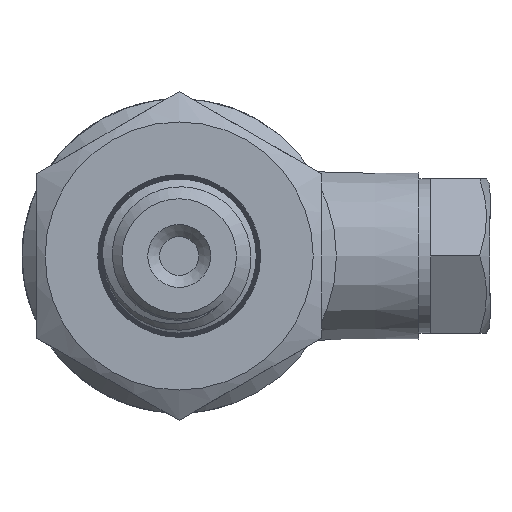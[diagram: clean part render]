
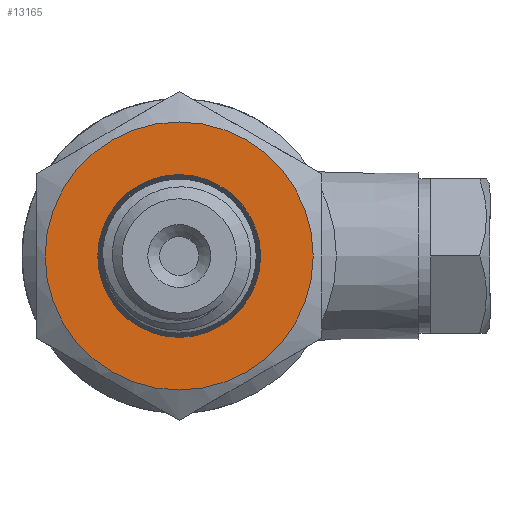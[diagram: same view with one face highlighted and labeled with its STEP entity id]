
A CAD part, left-side view. The second image highlights one B-rep face of the part: STEP entity #13165.
In plain terms, the highlighted planar face has unit normal (-1, 0, 0).
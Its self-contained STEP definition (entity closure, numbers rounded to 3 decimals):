
#1189=FACE_BOUND('',#3985,.T.);
#3207=FACE_OUTER_BOUND('',#3984,.T.);
#3984=EDGE_LOOP('',(#8902));
#3985=EDGE_LOOP('',(#8903));
#4798=CIRCLE('',#13994,6.86);
#4803=CIRCLE('',#14003,11.3);
#5330=VERTEX_POINT('',#19195);
#5340=VERTEX_POINT('',#19324);
#6750=EDGE_CURVE('',#5330,#5330,#4798,.T.);
#6763=EDGE_CURVE('',#5340,#5340,#4803,.T.);
#8902=ORIENTED_EDGE('',*,*,#6763,.T.);
#8903=ORIENTED_EDGE('',*,*,#6750,.T.);
#12997=PLANE('',#14002);
#13165=ADVANCED_FACE('',(#3207,#1189),#12997,.T.);
#13994=AXIS2_PLACEMENT_3D('',#19196,#14993,#14994);
#14002=AXIS2_PLACEMENT_3D('',#19323,#15014,#15015);
#14003=AXIS2_PLACEMENT_3D('',#19325,#15016,#15017);
#14993=DIRECTION('center_axis',(1.,0.,0.));
#14994=DIRECTION('ref_axis',(0.,0.,-1.));
#15014=DIRECTION('center_axis',(-1.,0.,0.));
#15015=DIRECTION('ref_axis',(0.,0.,1.));
#15016=DIRECTION('center_axis',(-1.,0.,0.));
#15017=DIRECTION('ref_axis',(0.,1.,0.));
#19195=CARTESIAN_POINT('',(14.,-6.86,0.));
#19196=CARTESIAN_POINT('Origin',(14.,0.,0.));
#19323=CARTESIAN_POINT('Origin',(14.,12.,0.));
#19324=CARTESIAN_POINT('',(14.,-11.3,0.));
#19325=CARTESIAN_POINT('Origin',(14.,0.,0.));
